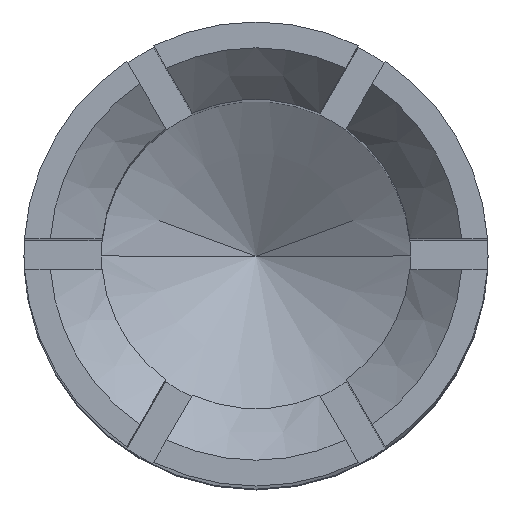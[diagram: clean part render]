
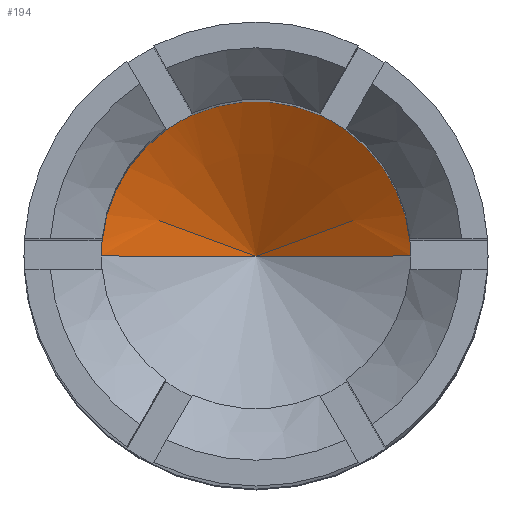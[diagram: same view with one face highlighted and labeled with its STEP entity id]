
A CAD part, top view. The second image highlights one B-rep face of the part: STEP entity #194.
In plain terms, the highlighted conical face has half-angle 59 degrees and reference radius 1.5 mm.
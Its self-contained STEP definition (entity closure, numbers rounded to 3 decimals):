
#36 = DIRECTION ( 'NONE',  ( -1., 0., 0. ) ) ;
#39 = DIRECTION ( 'NONE',  ( -1., 0., 0. ) ) ;
#40 = AXIS2_PLACEMENT_3D ( 'NONE', #274, #842, #1396 ) ;
#49 = CARTESIAN_POINT ( 'NONE',  ( 0.616, 1.368, 349. ) ) ;
#74 = LINE ( 'NONE', #637, #963 ) ;
#78 = ORIENTED_EDGE ( 'NONE', *, *, #1282, .F. ) ;
#83 = AXIS2_PLACEMENT_3D ( 'NONE', #1675, #838, #547 ) ;
#114 = DIRECTION ( 'NONE',  ( 0., 0., -1. ) ) ;
#137 = VERTEX_POINT ( 'NONE', #648 ) ;
#143 = CARTESIAN_POINT ( 'NONE',  ( 0., 0., 349. ) ) ;
#184 = AXIS2_PLACEMENT_3D ( 'NONE', #1565, #1432, #36 ) ;
#191 = CARTESIAN_POINT ( 'NONE',  ( 1.5, 0., 349. ) ) ;
#194 = ADVANCED_FACE ( 'NONE', ( #1659 ), #1626, .F. ) ;
#198 = EDGE_LOOP ( 'NONE', ( #222, #618, #1806, #789, #1300, #1311, #1769, #78, #1534 ) ) ;
#221 = EDGE_CURVE ( 'NONE', #1144, #533, #1597, .T. ) ;
#222 = ORIENTED_EDGE ( 'NONE', *, *, #575, .F. ) ;
#254 = DIRECTION ( 'NONE',  ( -1., 0., 0. ) ) ;
#274 = CARTESIAN_POINT ( 'NONE',  ( 0., 0., 349. ) ) ;
#288 = EDGE_CURVE ( 'NONE', #564, #137, #1243, .T. ) ;
#353 = VERTEX_POINT ( 'NONE', #1708 ) ;
#436 = CARTESIAN_POINT ( 'NONE',  ( -1.5, 0., 349. ) ) ;
#480 = EDGE_CURVE ( 'NONE', #1295, #937, #975, .T. ) ;
#510 = CARTESIAN_POINT ( 'NONE',  ( 0.876, 1.218, 349. ) ) ;
#531 = DIRECTION ( 'NONE',  ( 0., 0., -1. ) ) ;
#533 = VERTEX_POINT ( 'NONE', #1462 ) ;
#547 = DIRECTION ( 'NONE',  ( -1., 0., 0. ) ) ;
#560 = DIRECTION ( 'NONE',  ( -1., 0., 0. ) ) ;
#564 = VERTEX_POINT ( 'NONE', #1046 ) ;
#575 = EDGE_CURVE ( 'NONE', #930, #1131, #74, .T. ) ;
#611 = AXIS2_PLACEMENT_3D ( 'NONE', #143, #114, #560 ) ;
#618 = ORIENTED_EDGE ( 'NONE', *, *, #1172, .T. ) ;
#629 = EDGE_CURVE ( 'NONE', #937, #564, #879, .T. ) ;
#631 = CIRCLE ( 'NONE', #1478, 1.5 ) ;
#637 = CARTESIAN_POINT ( 'NONE',  ( -1.5, 0., 349. ) ) ;
#648 = CARTESIAN_POINT ( 'NONE',  ( 1.5, 0., 349. ) ) ;
#777 = AXIS2_PLACEMENT_3D ( 'NONE', #1720, #1312, #1568 ) ;
#789 = ORIENTED_EDGE ( 'NONE', *, *, #629, .F. ) ;
#838 = DIRECTION ( 'NONE',  ( 0., 0., -1. ) ) ;
#841 = AXIS2_PLACEMENT_3D ( 'NONE', #1792, #1528, #1376 ) ;
#842 = DIRECTION ( 'NONE',  ( 0., 0., -1. ) ) ;
#852 = CARTESIAN_POINT ( 'NONE',  ( 0., 0., 349. ) ) ;
#879 = CIRCLE ( 'NONE', #83, 1.5 ) ;
#930 = VERTEX_POINT ( 'NONE', #1353 ) ;
#937 = VERTEX_POINT ( 'NONE', #510 ) ;
#963 = VECTOR ( 'NONE', #964, 1000. ) ;
#964 = DIRECTION ( 'NONE',  ( -0.857, 0., 0.515 ) ) ;
#975 = CIRCLE ( 'NONE', #184, 1.5 ) ;
#1016 = AXIS2_PLACEMENT_3D ( 'NONE', #852, #531, #254 ) ;
#1028 = DIRECTION ( 'NONE',  ( 0.857, 0., 0.515 ) ) ;
#1046 = CARTESIAN_POINT ( 'NONE',  ( 1.492, 0.15, 349. ) ) ;
#1131 = VERTEX_POINT ( 'NONE', #436 ) ;
#1144 = VERTEX_POINT ( 'NONE', #1245 ) ;
#1172 = EDGE_CURVE ( 'NONE', #930, #137, #1587, .T. ) ;
#1189 = VECTOR ( 'NONE', #1028, 1000. ) ;
#1243 = CIRCLE ( 'NONE', #40, 1.5 ) ;
#1245 = CARTESIAN_POINT ( 'NONE',  ( -0.876, 1.218, 349. ) ) ;
#1246 = EDGE_CURVE ( 'NONE', #1131, #353, #631, .T. ) ;
#1282 = EDGE_CURVE ( 'NONE', #353, #1144, #1560, .T. ) ;
#1295 = VERTEX_POINT ( 'NONE', #49 ) ;
#1300 = ORIENTED_EDGE ( 'NONE', *, *, #480, .F. ) ;
#1311 = ORIENTED_EDGE ( 'NONE', *, *, #1572, .F. ) ;
#1312 = DIRECTION ( 'NONE',  ( 0., 0., -1. ) ) ;
#1321 = DIRECTION ( 'NONE',  ( 0., 0., -1. ) ) ;
#1353 = CARTESIAN_POINT ( 'NONE',  ( 0., 0., 348.099 ) ) ;
#1376 = DIRECTION ( 'NONE',  ( 1., 0., 0. ) ) ;
#1396 = DIRECTION ( 'NONE',  ( -1., 0., 0. ) ) ;
#1432 = DIRECTION ( 'NONE',  ( 0., 0., -1. ) ) ;
#1462 = CARTESIAN_POINT ( 'NONE',  ( -0.616, 1.368, 349. ) ) ;
#1478 = AXIS2_PLACEMENT_3D ( 'NONE', #1739, #1321, #39 ) ;
#1528 = DIRECTION ( 'NONE',  ( 0., 0., 1. ) ) ;
#1534 = ORIENTED_EDGE ( 'NONE', *, *, #1246, .F. ) ;
#1560 = CIRCLE ( 'NONE', #777, 1.5 ) ;
#1565 = CARTESIAN_POINT ( 'NONE',  ( 0., 0., 349. ) ) ;
#1568 = DIRECTION ( 'NONE',  ( -1., 0., 0. ) ) ;
#1572 = EDGE_CURVE ( 'NONE', #533, #1295, #1604, .T. ) ;
#1587 = LINE ( 'NONE', #191, #1189 ) ;
#1597 = CIRCLE ( 'NONE', #1016, 1.5 ) ;
#1604 = CIRCLE ( 'NONE', #611, 1.5 ) ;
#1626 = CONICAL_SURFACE ( 'NONE', #841, 1.5, 1.03 ) ;
#1659 = FACE_OUTER_BOUND ( 'NONE', #198, .T. ) ;
#1675 = CARTESIAN_POINT ( 'NONE',  ( 0., 0., 349. ) ) ;
#1708 = CARTESIAN_POINT ( 'NONE',  ( -1.492, 0.15, 349. ) ) ;
#1720 = CARTESIAN_POINT ( 'NONE',  ( 0., 0., 349. ) ) ;
#1739 = CARTESIAN_POINT ( 'NONE',  ( 0., 0., 349. ) ) ;
#1769 = ORIENTED_EDGE ( 'NONE', *, *, #221, .F. ) ;
#1792 = CARTESIAN_POINT ( 'NONE',  ( 0., 0., 349. ) ) ;
#1806 = ORIENTED_EDGE ( 'NONE', *, *, #288, .F. ) ;
